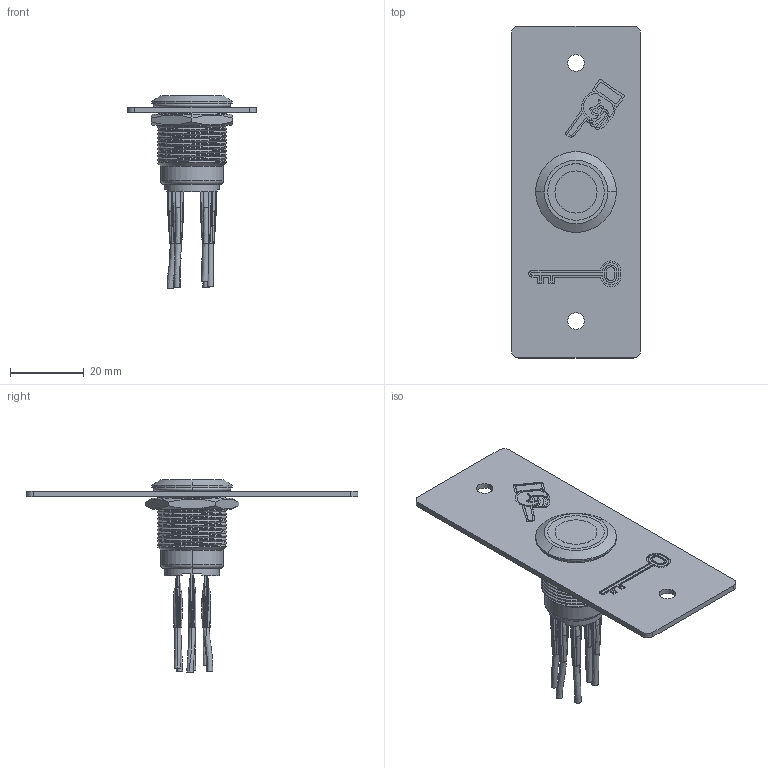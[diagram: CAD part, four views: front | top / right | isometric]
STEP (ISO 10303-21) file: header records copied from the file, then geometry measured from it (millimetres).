
FILE_DESCRIPTION (( 'STEP AP214' ), '1' );
FILE_NAME ('PB19NONCB126FSI.STEP', '2021-08-02T06:49:37', ( '' ), ( '' ), 'SwSTEP 2.0', 'SolidWorks 2020', '' );
FILE_SCHEMA (( 'AUTOMOTIVE_DESIGN' ));
Length unit declared in the file: millimetre
Products named in the file (7): BP-ECROU; PB19_PB19NO NC_B12_6FS; BP-BOUTON POUSSOIR INOX_PB19NO NC B12; BP-FACADE MODIF_NOUVEAU MARQUAGE CLE; FILS^PB19_6 FILS; BP-JOINT_COMPRESSE; PB19NONCB126FSI
Assembly tree (6 placements, depth 3):
  PB19NONCB126FSI
    BP-FACADE MODIF_NOUVEAU MARQUAGE CLE
    PB19_PB19NO NC_B12_6FS
      BP-BOUTON POUSSOIR INOX_PB19NO NC B12
      BP-ECROU
      BP-JOINT_COMPRESSE
      FILS^PB19_6 FILS
Bounding box: 35 x 90 x 52.08 mm (x, y, z)
Volume: 11815.8 mm3; surface area: 12231.7 mm2
Topology: 16 solids, 16 shells, 512 faces, 1355 edges, 902 vertices
Faces by surface type: bspline 178, plane 164, cylinder 154, cone 8, torus 8
Entity records: 49406 total; most frequent: CARTESIAN_POINT 34193, ORIENTED_EDGE 2706, DIRECTION 2067, EDGE_CURVE 1353, VERTEX_POINT 898, AXIS2_PLACEMENT_3D 762, EDGE_LOOP 571, VECTOR 543
